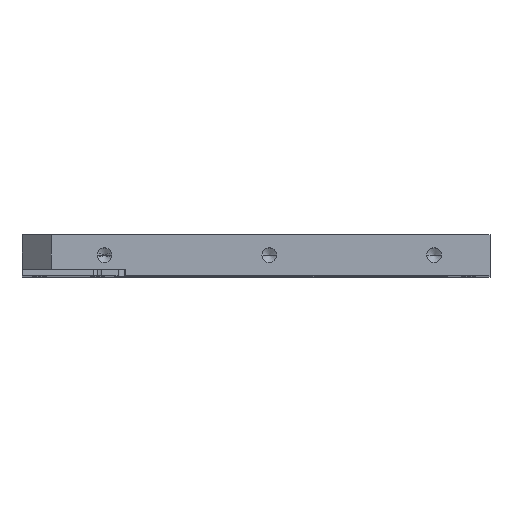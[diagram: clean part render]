
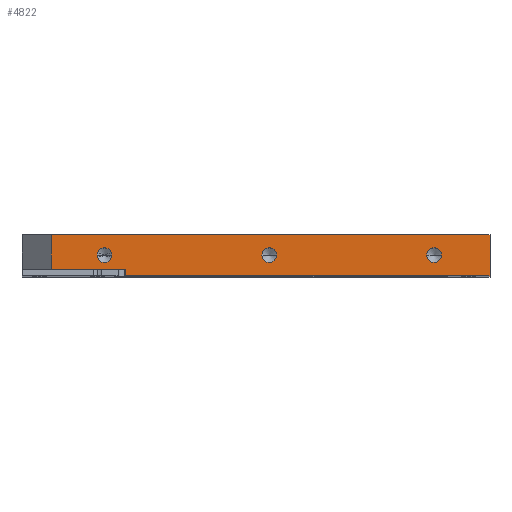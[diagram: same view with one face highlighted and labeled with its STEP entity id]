
A CAD part, top view. The second image highlights one B-rep face of the part: STEP entity #4822.
In plain terms, the highlighted planar face has unit normal (0, 0, 1).
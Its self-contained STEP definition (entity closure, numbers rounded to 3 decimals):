
#9 = DIRECTION ( 'NONE',  ( 0., 0., 1. ) ) ;
#277 = LINE ( 'NONE', #1163, #1679 ) ;
#290 = CIRCLE ( 'NONE', #1937, 1.13 ) ;
#331 = CARTESIAN_POINT ( 'NONE',  ( -58.265, 3.175, 72.095 ) ) ;
#364 = EDGE_CURVE ( 'NONE', #1942, #2223, #5092, .T. ) ;
#490 = EDGE_CURVE ( 'NONE', #2258, #1081, #1107, .T. ) ;
#498 = AXIS2_PLACEMENT_3D ( 'NONE', #860, #2443, #3325 ) ;
#503 = CARTESIAN_POINT ( 'NONE',  ( -33.995, 3.175, 72.095 ) ) ;
#547 = CARTESIAN_POINT ( 'NONE',  ( 0., 6.35, 72.095 ) ) ;
#574 = AXIS2_PLACEMENT_3D ( 'NONE', #503, #1372, #3069 ) ;
#582 = EDGE_CURVE ( 'NONE', #1482, #4260, #1541, .T. ) ;
#671 = EDGE_CURVE ( 'NONE', #1081, #2258, #3381, .T. ) ;
#693 = CARTESIAN_POINT ( 'NONE',  ( 0., 6.35, 72.095 ) ) ;
#830 = EDGE_LOOP ( 'NONE', ( #3426, #4157 ) ) ;
#860 = CARTESIAN_POINT ( 'NONE',  ( -59.395, 3.175, 72.095 ) ) ;
#904 = CARTESIAN_POINT ( 'NONE',  ( -56.22, 0., 72.095 ) ) ;
#1025 = ORIENTED_EDGE ( 'NONE', *, *, #2370, .F. ) ;
#1040 = VERTEX_POINT ( 'NONE', #4931 ) ;
#1042 = DIRECTION ( 'NONE',  ( 0., 0., -1. ) ) ;
#1067 = DIRECTION ( 'NONE',  ( 0., 1., 0. ) ) ;
#1081 = VERTEX_POINT ( 'NONE', #3395 ) ;
#1107 = CIRCLE ( 'NONE', #1452, 1.13 ) ;
#1163 = CARTESIAN_POINT ( 'NONE',  ( 0., 0., 72.095 ) ) ;
#1201 = LINE ( 'NONE', #1225, #2910 ) ;
#1213 = CARTESIAN_POINT ( 'NONE',  ( -8.595, 3.175, 72.095 ) ) ;
#1225 = CARTESIAN_POINT ( 'NONE',  ( -56.22, 1., 72.095 ) ) ;
#1265 = ORIENTED_EDGE ( 'NONE', *, *, #3448, .F. ) ;
#1288 = CARTESIAN_POINT ( 'NONE',  ( -33.995, 3.175, 72.095 ) ) ;
#1372 = DIRECTION ( 'NONE',  ( 0., 0., 1. ) ) ;
#1452 = AXIS2_PLACEMENT_3D ( 'NONE', #1469, #2385, #3990 ) ;
#1469 = CARTESIAN_POINT ( 'NONE',  ( -8.595, 3.175, 72.095 ) ) ;
#1482 = VERTEX_POINT ( 'NONE', #331 ) ;
#1486 = VERTEX_POINT ( 'NONE', #3666 ) ;
#1509 = FACE_BOUND ( 'NONE', #3392, .T. ) ;
#1541 = CIRCLE ( 'NONE', #498, 1.13 ) ;
#1636 = AXIS2_PLACEMENT_3D ( 'NONE', #693, #1042, #2352 ) ;
#1668 = DIRECTION ( 'NONE',  ( 1., 0., 0. ) ) ;
#1679 = VECTOR ( 'NONE', #4539, 1000. ) ;
#1748 = CIRCLE ( 'NONE', #3410, 1.13 ) ;
#1788 = DIRECTION ( 'NONE',  ( 0., 1., 0. ) ) ;
#1798 = VECTOR ( 'NONE', #5118, 1000. ) ;
#1937 = AXIS2_PLACEMENT_3D ( 'NONE', #1288, #9, #1668 ) ;
#1942 = VERTEX_POINT ( 'NONE', #2615 ) ;
#1989 = ORIENTED_EDGE ( 'NONE', *, *, #671, .F. ) ;
#2019 = EDGE_CURVE ( 'NONE', #5187, #1942, #3490, .T. ) ;
#2052 = CARTESIAN_POINT ( 'NONE',  ( -7.465, 3.175, 72.095 ) ) ;
#2092 = CARTESIAN_POINT ( 'NONE',  ( 0., 1., 72.095 ) ) ;
#2097 = CARTESIAN_POINT ( 'NONE',  ( -60.525, 3.175, 72.095 ) ) ;
#2132 = CIRCLE ( 'NONE', #574, 1.13 ) ;
#2223 = VERTEX_POINT ( 'NONE', #2744 ) ;
#2258 = VERTEX_POINT ( 'NONE', #2052 ) ;
#2267 = CARTESIAN_POINT ( 'NONE',  ( -67.605, 1., 72.095 ) ) ;
#2350 = VERTEX_POINT ( 'NONE', #2961 ) ;
#2352 = DIRECTION ( 'NONE',  ( -1., 0., 0. ) ) ;
#2370 = EDGE_CURVE ( 'NONE', #4876, #2350, #2132, .T. ) ;
#2385 = DIRECTION ( 'NONE',  ( 0., 0., 1. ) ) ;
#2443 = DIRECTION ( 'NONE',  ( 0., 0., 1. ) ) ;
#2615 = CARTESIAN_POINT ( 'NONE',  ( -67.605, 6.35, 72.095 ) ) ;
#2658 = ORIENTED_EDGE ( 'NONE', *, *, #3703, .T. ) ;
#2744 = CARTESIAN_POINT ( 'NONE',  ( 0., 6.35, 72.095 ) ) ;
#2819 = CARTESIAN_POINT ( 'NONE',  ( -59.395, 3.175, 72.095 ) ) ;
#2830 = EDGE_CURVE ( 'NONE', #5187, #1486, #3297, .T. ) ;
#2883 = ORIENTED_EDGE ( 'NONE', *, *, #3514, .T. ) ;
#2910 = VECTOR ( 'NONE', #5403, 1000. ) ;
#2961 = CARTESIAN_POINT ( 'NONE',  ( -35.125, 3.175, 72.095 ) ) ;
#3035 = VECTOR ( 'NONE', #1788, 1000. ) ;
#3069 = DIRECTION ( 'NONE',  ( 1., 0., 0. ) ) ;
#3178 = FACE_OUTER_BOUND ( 'NONE', #5319, .T. ) ;
#3295 = ORIENTED_EDGE ( 'NONE', *, *, #2830, .T. ) ;
#3297 = LINE ( 'NONE', #2092, #3801 ) ;
#3325 = DIRECTION ( 'NONE',  ( 1., 0., 0. ) ) ;
#3352 = DIRECTION ( 'NONE',  ( 1., 0., 0. ) ) ;
#3377 = VERTEX_POINT ( 'NONE', #904 ) ;
#3381 = CIRCLE ( 'NONE', #4353, 1.13 ) ;
#3392 = EDGE_LOOP ( 'NONE', ( #1025, #1265 ) ) ;
#3395 = CARTESIAN_POINT ( 'NONE',  ( -9.725, 3.175, 72.095 ) ) ;
#3410 = AXIS2_PLACEMENT_3D ( 'NONE', #2819, #5025, #3733 ) ;
#3426 = ORIENTED_EDGE ( 'NONE', *, *, #582, .F. ) ;
#3448 = EDGE_CURVE ( 'NONE', #2350, #4876, #290, .T. ) ;
#3490 = LINE ( 'NONE', #4754, #3035 ) ;
#3514 = EDGE_CURVE ( 'NONE', #1040, #2223, #4830, .T. ) ;
#3520 = VECTOR ( 'NONE', #1067, 1000. ) ;
#3532 = PLANE ( 'NONE',  #1636 ) ;
#3614 = ORIENTED_EDGE ( 'NONE', *, *, #490, .F. ) ;
#3666 = CARTESIAN_POINT ( 'NONE',  ( -56.22, 1., 72.095 ) ) ;
#3703 = EDGE_CURVE ( 'NONE', #1486, #3377, #1201, .T. ) ;
#3733 = DIRECTION ( 'NONE',  ( 1., 0., 0. ) ) ;
#3801 = VECTOR ( 'NONE', #3352, 1000. ) ;
#3978 = FACE_BOUND ( 'NONE', #4176, .T. ) ;
#3990 = DIRECTION ( 'NONE',  ( 1., 0., 0. ) ) ;
#4006 = FACE_BOUND ( 'NONE', #830, .T. ) ;
#4056 = EDGE_CURVE ( 'NONE', #3377, #1040, #277, .T. ) ;
#4157 = ORIENTED_EDGE ( 'NONE', *, *, #4508, .F. ) ;
#4176 = EDGE_LOOP ( 'NONE', ( #3614, #1989 ) ) ;
#4260 = VERTEX_POINT ( 'NONE', #2097 ) ;
#4285 = ORIENTED_EDGE ( 'NONE', *, *, #4056, .T. ) ;
#4353 = AXIS2_PLACEMENT_3D ( 'NONE', #1213, #5418, #4642 ) ;
#4508 = EDGE_CURVE ( 'NONE', #4260, #1482, #1748, .T. ) ;
#4539 = DIRECTION ( 'NONE',  ( 1., 0., 0. ) ) ;
#4573 = CARTESIAN_POINT ( 'NONE',  ( -32.865, 3.175, 72.095 ) ) ;
#4585 = ORIENTED_EDGE ( 'NONE', *, *, #364, .F. ) ;
#4642 = DIRECTION ( 'NONE',  ( 1., 0., 0. ) ) ;
#4746 = CARTESIAN_POINT ( 'NONE',  ( 0., 0., 72.095 ) ) ;
#4754 = CARTESIAN_POINT ( 'NONE',  ( -67.605, -6.35, 72.095 ) ) ;
#4822 = ADVANCED_FACE ( 'NONE', ( #4006, #1509, #3978, #3178 ), #3532, .F. ) ;
#4830 = LINE ( 'NONE', #4746, #3520 ) ;
#4876 = VERTEX_POINT ( 'NONE', #4573 ) ;
#4931 = CARTESIAN_POINT ( 'NONE',  ( 0., 0., 72.095 ) ) ;
#5025 = DIRECTION ( 'NONE',  ( 0., 0., 1. ) ) ;
#5092 = LINE ( 'NONE', #547, #1798 ) ;
#5118 = DIRECTION ( 'NONE',  ( 1., 0., 0. ) ) ;
#5187 = VERTEX_POINT ( 'NONE', #2267 ) ;
#5302 = ORIENTED_EDGE ( 'NONE', *, *, #2019, .F. ) ;
#5319 = EDGE_LOOP ( 'NONE', ( #4285, #2883, #4585, #5302, #3295, #2658 ) ) ;
#5403 = DIRECTION ( 'NONE',  ( 0., -1., 0. ) ) ;
#5418 = DIRECTION ( 'NONE',  ( 0., 0., 1. ) ) ;
